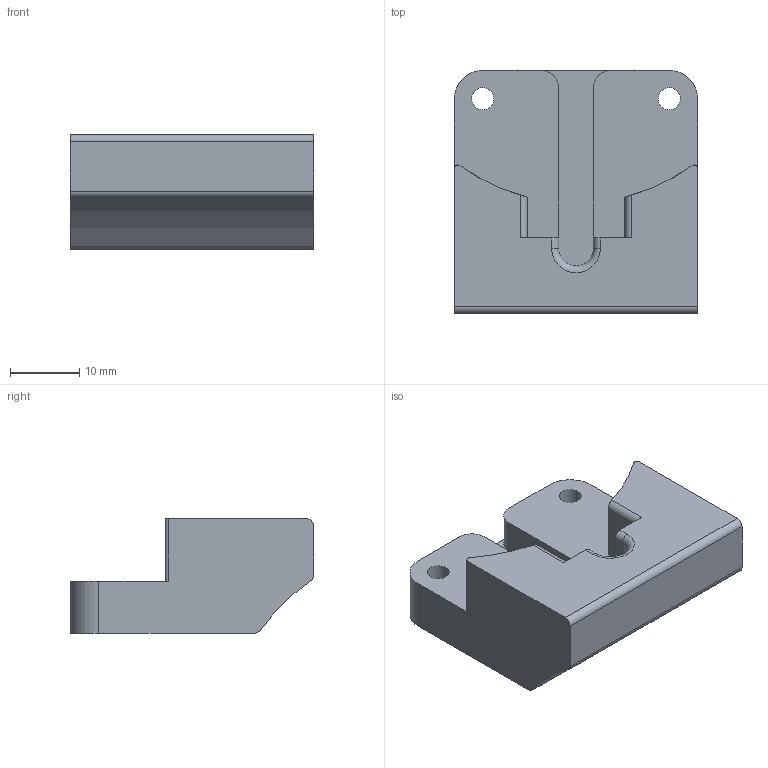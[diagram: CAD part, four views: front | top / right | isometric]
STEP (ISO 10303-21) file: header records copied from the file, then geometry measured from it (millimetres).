
FILE_DESCRIPTION(/* description */ (''),/* implementation_level */ '2;1');
FILE_NAME(/* name */ 'link5-6-2_v0.1.0.step',/* time_stamp */ '2025-09-20T16:52:18+02:00',/* author */ (''),/* organization */ (''),/* preprocessor_version */ 'ST-DEVELOPER v20.1',/* originating_system */ 'Autodesk Translation Framework v14.10.0.0',/* authorisation */ '');
FILE_SCHEMA (('AUTOMOTIVE_DESIGN { 1 0 10303 214 3 1 1 }'));
Length unit declared in the file: millimetre
Products named in the file (1): link5-6 rest CABLE
Bounding box: 35 x 35 x 16.5 mm (x, y, z)
Volume: 11713.5 mm3; surface area: 4818.6 mm2
Topology: 1 solids, 1 shells, 39 faces, 103 edges, 68 vertices
Faces by surface type: cylinder 21, plane 17, torus 1
Full cylindrical faces by diameter (mm): 3.2 x2, 6 x2
Entity records: 1266 total; most frequent: CARTESIAN_POINT 229, DIRECTION 222, ORIENTED_EDGE 206, EDGE_CURVE 103, AXIS2_PLACEMENT_3D 81, VERTEX_POINT 68, LINE 60, VECTOR 60
